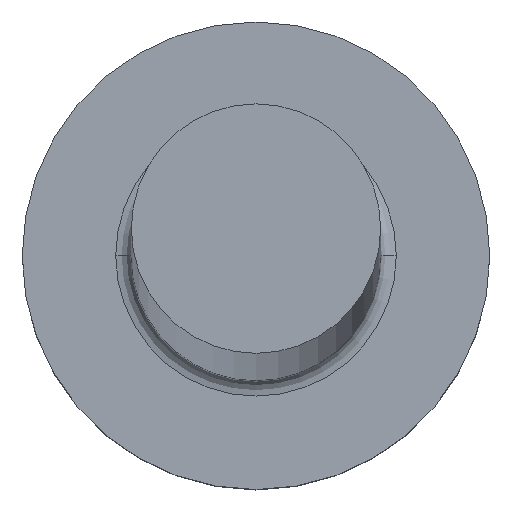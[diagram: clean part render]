
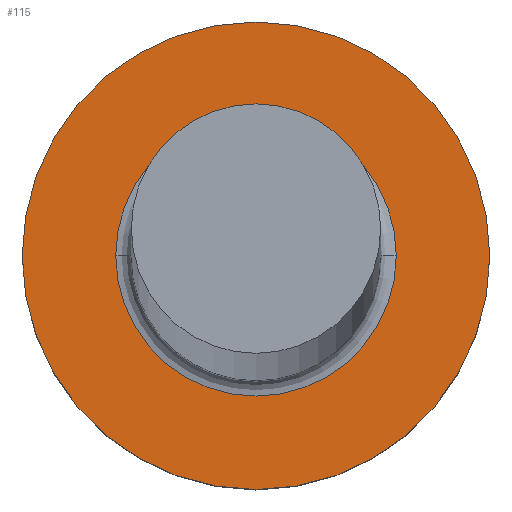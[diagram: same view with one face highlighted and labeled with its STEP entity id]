
A CAD part, top view. The second image highlights one B-rep face of the part: STEP entity #115.
In plain terms, the highlighted planar face has unit normal (0, 0, 1).
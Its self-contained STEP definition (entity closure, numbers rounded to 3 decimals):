
#1 = AXIS2_PLACEMENT_3D ( 'NONE', #182, #258, #15 ) ;
#6 = CIRCLE ( 'NONE', #94, 1.8 ) ;
#15 = DIRECTION ( 'NONE',  ( 1., 0., 0. ) ) ;
#19 = CARTESIAN_POINT ( 'NONE',  ( -1.8, 0., 3. ) ) ;
#34 = EDGE_LOOP ( 'NONE', ( #288, #219 ) ) ;
#38 = DIRECTION ( 'NONE',  ( 0., 0., 1. ) ) ;
#46 = CARTESIAN_POINT ( 'NONE',  ( 0., 0., 3. ) ) ;
#50 = ORIENTED_EDGE ( 'NONE', *, *, #171, .T. ) ;
#60 = EDGE_LOOP ( 'NONE', ( #209, #50 ) ) ;
#74 = DIRECTION ( 'NONE',  ( 0., 0., -1. ) ) ;
#84 = CARTESIAN_POINT ( 'NONE',  ( 3., 0., 3. ) ) ;
#86 = CIRCLE ( 'NONE', #261, 3. ) ;
#94 = AXIS2_PLACEMENT_3D ( 'NONE', #170, #74, #187 ) ;
#98 = DIRECTION ( 'NONE',  ( 1., 0., 0. ) ) ;
#103 = CARTESIAN_POINT ( 'NONE',  ( 0., 0., 3. ) ) ;
#107 = AXIS2_PLACEMENT_3D ( 'NONE', #46, #185, #98 ) ;
#115 = ADVANCED_FACE ( 'NONE', ( #269, #179 ), #268, .T. ) ;
#124 = DIRECTION ( 'NONE',  ( 0., 0., 1. ) ) ;
#133 = VERTEX_POINT ( 'NONE', #141 ) ;
#141 = CARTESIAN_POINT ( 'NONE',  ( -3., 0., 3. ) ) ;
#145 = CARTESIAN_POINT ( 'NONE',  ( 1.8, 0., 3. ) ) ;
#147 = EDGE_CURVE ( 'NONE', #289, #195, #191, .T. ) ;
#157 = DIRECTION ( 'NONE',  ( 1., 0., 0. ) ) ;
#170 = CARTESIAN_POINT ( 'NONE',  ( 0., 0., 3. ) ) ;
#171 = EDGE_CURVE ( 'NONE', #195, #289, #6, .T. ) ;
#173 = AXIS2_PLACEMENT_3D ( 'NONE', #246, #38, #157 ) ;
#179 = FACE_OUTER_BOUND ( 'NONE', #34, .T. ) ;
#182 = CARTESIAN_POINT ( 'NONE',  ( 0., 0., 3. ) ) ;
#185 = DIRECTION ( 'NONE',  ( 0., 0., -1. ) ) ;
#187 = DIRECTION ( 'NONE',  ( 1., 0., 0. ) ) ;
#191 = CIRCLE ( 'NONE', #107, 1.8 ) ;
#194 = EDGE_CURVE ( 'NONE', #133, #265, #86, .T. ) ;
#195 = VERTEX_POINT ( 'NONE', #19 ) ;
#209 = ORIENTED_EDGE ( 'NONE', *, *, #147, .T. ) ;
#215 = EDGE_CURVE ( 'NONE', #265, #133, #271, .T. ) ;
#219 = ORIENTED_EDGE ( 'NONE', *, *, #215, .T. ) ;
#246 = CARTESIAN_POINT ( 'NONE',  ( 0., 0., 3. ) ) ;
#251 = DIRECTION ( 'NONE',  ( 1., 0., 0. ) ) ;
#258 = DIRECTION ( 'NONE',  ( 0., 0., 1. ) ) ;
#261 = AXIS2_PLACEMENT_3D ( 'NONE', #103, #124, #251 ) ;
#265 = VERTEX_POINT ( 'NONE', #84 ) ;
#268 = PLANE ( 'NONE',  #173 ) ;
#269 = FACE_BOUND ( 'NONE', #60, .T. ) ;
#271 = CIRCLE ( 'NONE', #1, 3. ) ;
#288 = ORIENTED_EDGE ( 'NONE', *, *, #194, .T. ) ;
#289 = VERTEX_POINT ( 'NONE', #145 ) ;
